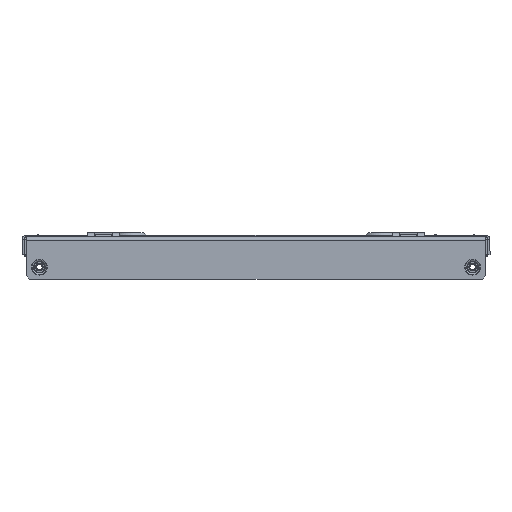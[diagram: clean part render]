
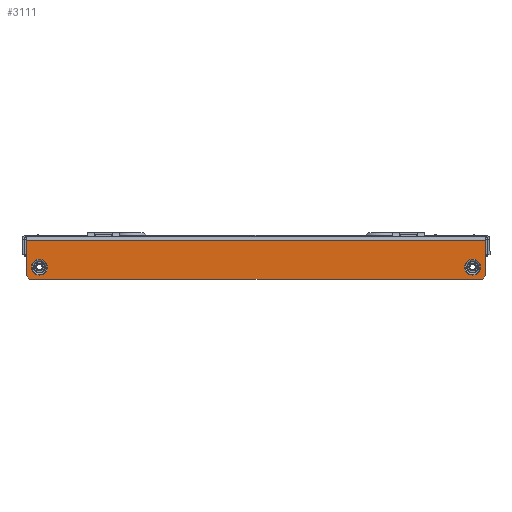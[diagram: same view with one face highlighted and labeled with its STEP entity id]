
A CAD part, left-side view. The second image highlights one B-rep face of the part: STEP entity #3111.
In plain terms, the highlighted planar face has unit normal (-1, 0, 0).
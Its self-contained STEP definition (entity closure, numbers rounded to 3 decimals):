
#73 = VERTEX_POINT ( 'NONE', #7152 ) ;
#1087 = DIRECTION ( 'NONE',  ( 0., -0.707, 0.707 ) ) ;
#1422 = CARTESIAN_POINT ( 'NONE',  ( -11.5, -211., 0. ) ) ;
#1505 = CARTESIAN_POINT ( 'NONE',  ( -11.5, 191.701, -26.5 ) ) ;
#1671 = LINE ( 'NONE', #6629, #16110 ) ;
#1678 = LINE ( 'NONE', #8335, #18077 ) ;
#1798 = VERTEX_POINT ( 'NONE', #8547 ) ;
#2124 = DIRECTION ( 'NONE',  ( 0., -0.707, -0.707 ) ) ;
#2972 = ORIENTED_EDGE ( 'NONE', *, *, #18070, .T. ) ;
#3068 = EDGE_CURVE ( 'NONE', #14747, #6970, #1671, .T. ) ;
#3111 = ADVANCED_FACE ( 'NONE', ( #17422, #16546, #8677 ), #8455, .F. ) ;
#3127 = CARTESIAN_POINT ( 'NONE',  ( -11.5, -211., -1.879 ) ) ;
#3202 = CARTESIAN_POINT ( 'NONE',  ( -11.5, -199., -26.5 ) ) ;
#3243 = DIRECTION ( 'NONE',  ( 0., 1., 0. ) ) ;
#3461 = ORIENTED_EDGE ( 'NONE', *, *, #12479, .T. ) ;
#3909 = CARTESIAN_POINT ( 'NONE',  ( -11.5, -211., -34.5 ) ) ;
#3973 = EDGE_CURVE ( 'NONE', #11081, #17132, #16951, .T. ) ;
#3979 = VERTEX_POINT ( 'NONE', #10579 ) ;
#4113 = DIRECTION ( 'NONE',  ( 1., 0., 0. ) ) ;
#4237 = DIRECTION ( 'NONE',  ( 0., -1., 0. ) ) ;
#4392 = VERTEX_POINT ( 'NONE', #1505 ) ;
#4937 = VECTOR ( 'NONE', #9767, 1000. ) ;
#5576 = DIRECTION ( 'NONE',  ( 1., 0., 0. ) ) ;
#5923 = CARTESIAN_POINT ( 'NONE',  ( -11.5, 211., -34.5 ) ) ;
#6117 = CARTESIAN_POINT ( 'NONE',  ( -11.5, -211., -34.5 ) ) ;
#6351 = CARTESIAN_POINT ( 'NONE',  ( -11.5, 208., -37.5 ) ) ;
#6452 = EDGE_LOOP ( 'NONE', ( #10793, #11481 ) ) ;
#6629 = CARTESIAN_POINT ( 'NONE',  ( -11.5, -211., -1.879 ) ) ;
#6734 = LINE ( 'NONE', #9840, #12860 ) ;
#6970 = VERTEX_POINT ( 'NONE', #3127 ) ;
#7152 = CARTESIAN_POINT ( 'NONE',  ( -11.5, -191.701, -26.5 ) ) ;
#7548 = VERTEX_POINT ( 'NONE', #6117 ) ;
#7927 = AXIS2_PLACEMENT_3D ( 'NONE', #11145, #5576, #12407 ) ;
#7971 = EDGE_LOOP ( 'NONE', ( #12005, #13660 ) ) ;
#8335 = CARTESIAN_POINT ( 'NONE',  ( -11.5, -211., 0. ) ) ;
#8455 = PLANE ( 'NONE',  #13189 ) ;
#8547 = CARTESIAN_POINT ( 'NONE',  ( -11.5, 206.299, -26.5 ) ) ;
#8677 = FACE_BOUND ( 'NONE', #6452, .T. ) ;
#9008 = ORIENTED_EDGE ( 'NONE', *, *, #3973, .T. ) ;
#9229 = CARTESIAN_POINT ( 'NONE',  ( -11.5, 211., -1.879 ) ) ;
#9279 = CIRCLE ( 'NONE', #11864, 7.299 ) ;
#9612 = DIRECTION ( 'NONE',  ( 0., 0., 1. ) ) ;
#9767 = DIRECTION ( 'NONE',  ( 0., 0., -1. ) ) ;
#9801 = VECTOR ( 'NONE', #1087, 1000. ) ;
#9840 = CARTESIAN_POINT ( 'NONE',  ( -11.5, -211., -37.5 ) ) ;
#9916 = DIRECTION ( 'NONE',  ( 0., 0., -1. ) ) ;
#9996 = DIRECTION ( 'NONE',  ( 0., -1., 0. ) ) ;
#10129 = EDGE_CURVE ( 'NONE', #17132, #3979, #6734, .T. ) ;
#10579 = CARTESIAN_POINT ( 'NONE',  ( -11.5, -208., -37.5 ) ) ;
#10699 = CARTESIAN_POINT ( 'NONE',  ( -11.5, 208., -37.5 ) ) ;
#10793 = ORIENTED_EDGE ( 'NONE', *, *, #13527, .F. ) ;
#10846 = CIRCLE ( 'NONE', #13620, 7.299 ) ;
#11081 = VERTEX_POINT ( 'NONE', #5923 ) ;
#11145 = CARTESIAN_POINT ( 'NONE',  ( -11.5, 199., -26.5 ) ) ;
#11196 = CIRCLE ( 'NONE', #7927, 7.299 ) ;
#11401 = EDGE_CURVE ( 'NONE', #7548, #6970, #1678, .T. ) ;
#11481 = ORIENTED_EDGE ( 'NONE', *, *, #13300, .F. ) ;
#11619 = CARTESIAN_POINT ( 'NONE',  ( -11.5, 199., -26.5 ) ) ;
#11705 = CARTESIAN_POINT ( 'NONE',  ( -11.5, -206.299, -26.5 ) ) ;
#11823 = DIRECTION ( 'NONE',  ( -1., 0., 0. ) ) ;
#11864 = AXIS2_PLACEMENT_3D ( 'NONE', #12815, #14255, #9996 ) ;
#12005 = ORIENTED_EDGE ( 'NONE', *, *, #16703, .T. ) ;
#12359 = LINE ( 'NONE', #18081, #4937 ) ;
#12407 = DIRECTION ( 'NONE',  ( 0., 1., 0. ) ) ;
#12479 = EDGE_CURVE ( 'NONE', #14747, #11081, #12359, .T. ) ;
#12607 = DIRECTION ( 'NONE',  ( 0., -1., 0. ) ) ;
#12815 = CARTESIAN_POINT ( 'NONE',  ( -11.5, -199., -26.5 ) ) ;
#12860 = VECTOR ( 'NONE', #12607, 1000. ) ;
#12908 = EDGE_LOOP ( 'NONE', ( #13542, #2972, #13110, #17412, #3461, #9008 ) ) ;
#12990 = DIRECTION ( 'NONE',  ( 0., -1., 0. ) ) ;
#13110 = ORIENTED_EDGE ( 'NONE', *, *, #11401, .T. ) ;
#13189 = AXIS2_PLACEMENT_3D ( 'NONE', #1422, #4113, #9916 ) ;
#13222 = VECTOR ( 'NONE', #2124, 1000. ) ;
#13300 = EDGE_CURVE ( 'NONE', #73, #13414, #9279, .T. ) ;
#13414 = VERTEX_POINT ( 'NONE', #11705 ) ;
#13527 = EDGE_CURVE ( 'NONE', #13414, #73, #10846, .T. ) ;
#13542 = ORIENTED_EDGE ( 'NONE', *, *, #10129, .T. ) ;
#13620 = AXIS2_PLACEMENT_3D ( 'NONE', #3202, #11823, #12990 ) ;
#13660 = ORIENTED_EDGE ( 'NONE', *, *, #17700, .T. ) ;
#14255 = DIRECTION ( 'NONE',  ( -1., 0., 0. ) ) ;
#14747 = VERTEX_POINT ( 'NONE', #9229 ) ;
#15568 = AXIS2_PLACEMENT_3D ( 'NONE', #11619, #17125, #3243 ) ;
#16110 = VECTOR ( 'NONE', #4237, 1000. ) ;
#16546 = FACE_BOUND ( 'NONE', #7971, .T. ) ;
#16703 = EDGE_CURVE ( 'NONE', #1798, #4392, #11196, .T. ) ;
#16951 = LINE ( 'NONE', #6351, #13222 ) ;
#17125 = DIRECTION ( 'NONE',  ( 1., 0., 0. ) ) ;
#17132 = VERTEX_POINT ( 'NONE', #10699 ) ;
#17412 = ORIENTED_EDGE ( 'NONE', *, *, #3068, .F. ) ;
#17422 = FACE_OUTER_BOUND ( 'NONE', #12908, .T. ) ;
#17467 = CIRCLE ( 'NONE', #15568, 7.299 ) ;
#17700 = EDGE_CURVE ( 'NONE', #4392, #1798, #17467, .T. ) ;
#17894 = LINE ( 'NONE', #3909, #9801 ) ;
#18070 = EDGE_CURVE ( 'NONE', #3979, #7548, #17894, .T. ) ;
#18077 = VECTOR ( 'NONE', #9612, 1000. ) ;
#18081 = CARTESIAN_POINT ( 'NONE',  ( -11.5, 211., 0. ) ) ;
